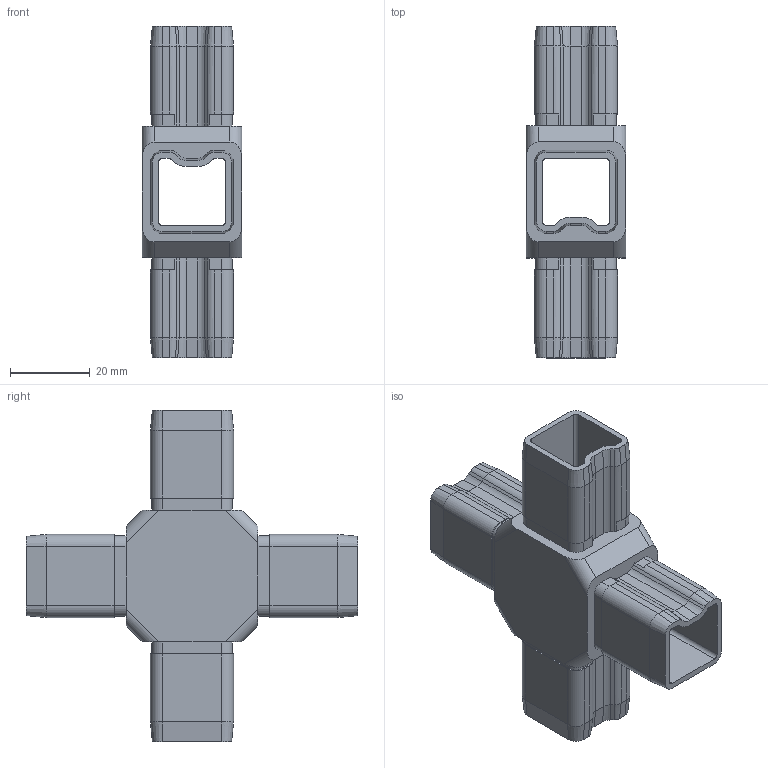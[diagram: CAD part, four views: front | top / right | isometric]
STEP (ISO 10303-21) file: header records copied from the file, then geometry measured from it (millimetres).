
FILE_DESCRIPTION (( 'STEP AP203' ), '1' );
FILE_NAME ('10162525.step', '2020-03-09T10:52:45', ( '' ), ( '' ), 'SwSTEP 2.0', 'SolidWorks 2015', '' );
FILE_SCHEMA (( 'CONFIG_CONTROL_DESIGN' ));
Length unit declared in the file: millimetre
Products named in the file (2): 10162525
Bounding box: 25 x 83 x 83 mm (x, y, z)
Volume: 25101.7 mm3; surface area: 21220.7 mm2
Topology: 1 solids, 1 shells, 731 faces, 1877 edges, 1186 vertices
Faces by surface type: plane 384, bspline 191, cylinder 124, cone 32
Entity records: 31204 total; most frequent: CARTESIAN_POINT 14743, ORIENTED_EDGE 3754, DIRECTION 2727, EDGE_CURVE 1877, LINE 1227, VECTOR 1227, VERTEX_POINT 1186, EDGE_LOOP 775
